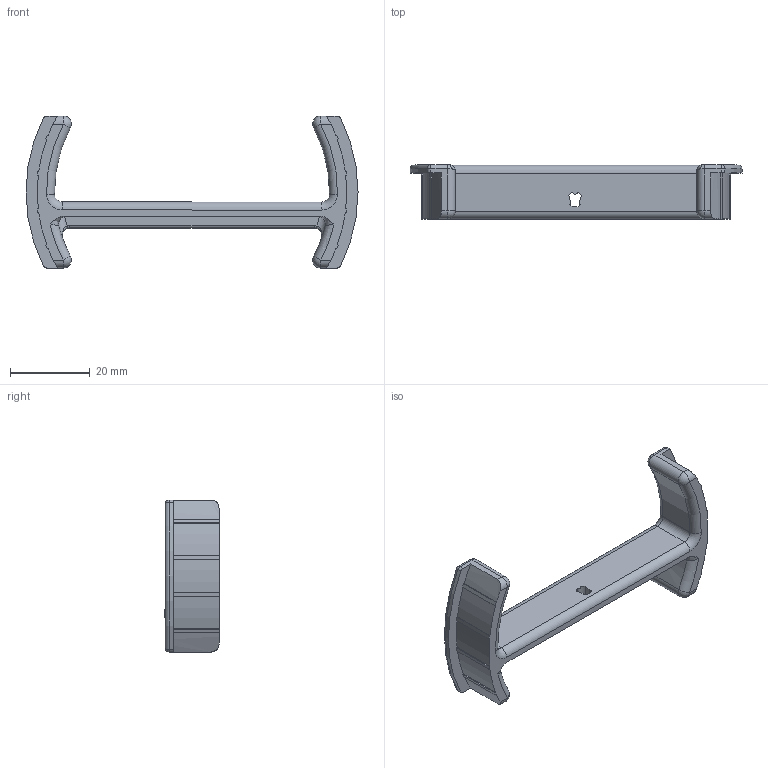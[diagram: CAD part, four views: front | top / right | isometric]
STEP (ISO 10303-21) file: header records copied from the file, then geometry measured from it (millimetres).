
FILE_DESCRIPTION(/* description */ (''),/* implementation_level */ '2;1');
FILE_NAME(/* name */ 'AQS Mount V6.stp',/* time_stamp */ '2025-07-24T10:47:34-04:00',/* author */ ('vncnt'),/* organization */ (''),/* preprocessor_version */ 'ST-DEVELOPER v20',/* originating_system */ 'Autodesk Inventor 2025',/* authorisation */ '');
FILE_SCHEMA (('AUTOMOTIVE_DESIGN { 1 0 10303 214 3 1 1 }'));
Length unit declared in the file: millimetre
Products named in the file (1): AQS_Mount_V6
Bounding box: 83 x 13.5 x 38 mm (x, y, z)
Volume: 8311 mm3; surface area: 5701.1 mm2
Topology: 1 solids, 1 shells, 138 faces, 348 edges, 204 vertices
Faces by surface type: cylinder 48, plane 40, bspline 20, torus 16, sphere 8, cone 6
Entity records: 4969 total; most frequent: CARTESIAN_POINT 1723, ORIENTED_EDGE 680, DIRECTION 670, EDGE_CURVE 340, AXIS2_PLACEMENT_3D 257, VERTEX_POINT 204, LINE 156, VECTOR 156
